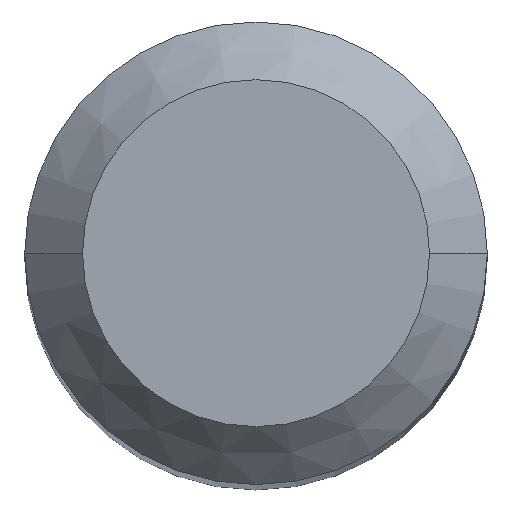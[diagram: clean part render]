
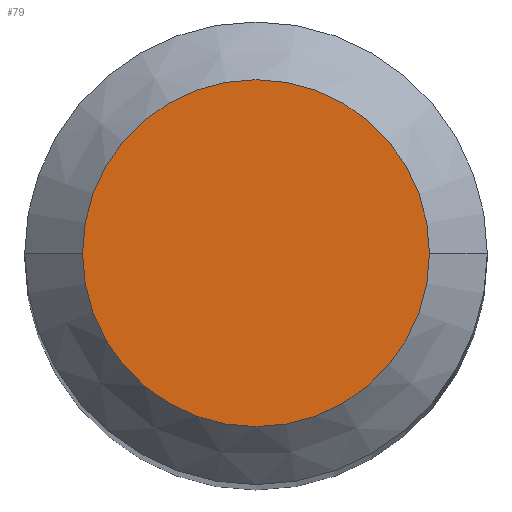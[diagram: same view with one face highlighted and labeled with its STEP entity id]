
A CAD part, top view. The second image highlights one B-rep face of the part: STEP entity #79.
In plain terms, the highlighted planar face has unit normal (0, 0, 1).
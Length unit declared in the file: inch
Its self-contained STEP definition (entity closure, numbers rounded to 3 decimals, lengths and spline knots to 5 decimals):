
#31 = ORIENTED_EDGE ( 'NONE', *, *, #263, .T. ) ;
#72 = FACE_OUTER_BOUND ( 'NONE', #230, .T. ) ;
#79 = ADVANCED_FACE ( 'NONE', ( #72 ), #210, .F. ) ;
#119 = AXIS2_PLACEMENT_3D ( 'NONE', #396, #137, #276 ) ;
#124 = CARTESIAN_POINT ( 'NONE',  ( -0.09375, 0., 0. ) ) ;
#125 = ORIENTED_EDGE ( 'NONE', *, *, #168, .T. ) ;
#137 = DIRECTION ( 'NONE',  ( 0., 0., -1. ) ) ;
#168 = EDGE_CURVE ( 'NONE', #260, #380, #437, .T. ) ;
#205 = AXIS2_PLACEMENT_3D ( 'NONE', #440, #259, #407 ) ;
#210 = PLANE ( 'NONE',  #119 ) ;
#230 = EDGE_LOOP ( 'NONE', ( #125, #31 ) ) ;
#256 = AXIS2_PLACEMENT_3D ( 'NONE', #264, #378, #262 ) ;
#259 = DIRECTION ( 'NONE',  ( 0., 0., 1. ) ) ;
#260 = VERTEX_POINT ( 'NONE', #124 ) ;
#262 = DIRECTION ( 'NONE',  ( 1., 0., 0. ) ) ;
#263 = EDGE_CURVE ( 'NONE', #380, #260, #416, .T. ) ;
#264 = CARTESIAN_POINT ( 'NONE',  ( 0., 0., 0. ) ) ;
#276 = DIRECTION ( 'NONE',  ( -1., 0., 0. ) ) ;
#308 = CARTESIAN_POINT ( 'NONE',  ( 0.09375, 0., 0. ) ) ;
#378 = DIRECTION ( 'NONE',  ( 0., 0., 1. ) ) ;
#380 = VERTEX_POINT ( 'NONE', #308 ) ;
#396 = CARTESIAN_POINT ( 'NONE',  ( 0., 0., 0. ) ) ;
#407 = DIRECTION ( 'NONE',  ( 1., 0., 0. ) ) ;
#416 = CIRCLE ( 'NONE', #256, 0.09375 ) ;
#437 = CIRCLE ( 'NONE', #205, 0.09375 ) ;
#440 = CARTESIAN_POINT ( 'NONE',  ( 0., 0., 0. ) ) ;
